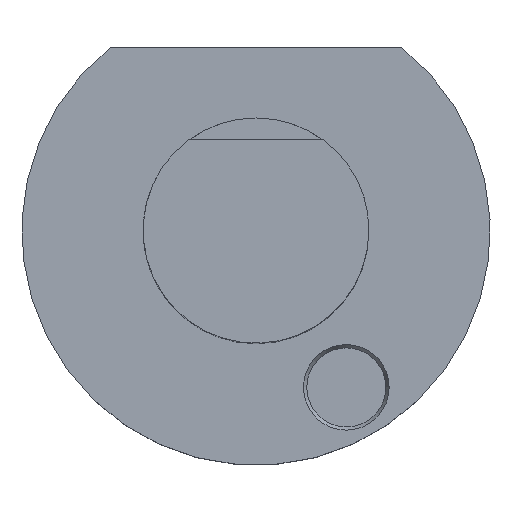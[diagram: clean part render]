
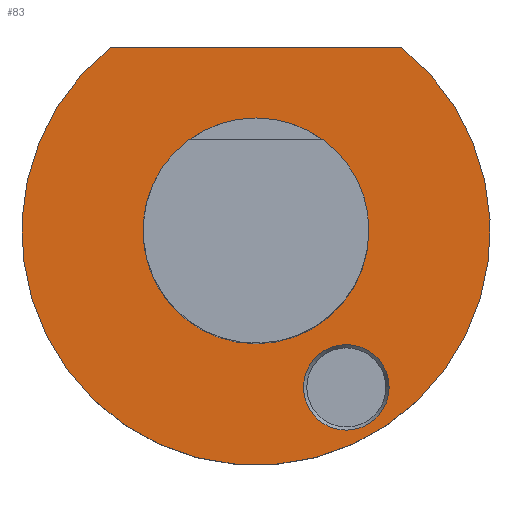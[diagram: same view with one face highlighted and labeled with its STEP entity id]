
A CAD part, top view. The second image highlights one B-rep face of the part: STEP entity #83.
In plain terms, the highlighted planar face has unit normal (0, 0, 1).
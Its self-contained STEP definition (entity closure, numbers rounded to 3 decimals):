
#47=FACE_BOUND('',#138,.T.);
#48=FACE_BOUND('',#139,.T.);
#49=FACE_BOUND('',#140,.T.);
#72=PLANE('',#470);
#83=ADVANCED_FACE('',(#47,#48,#49),#72,.T.);
#138=EDGE_LOOP('',(#218));
#139=EDGE_LOOP('',(#219));
#140=EDGE_LOOP('',(#220,#221));
#179=CIRCLE('',#465,41.5);
#180=CIRCLE('',#468,19.996);
#181=CIRCLE('',#469,7.584);
#218=ORIENTED_EDGE('',*,*,#357,.F.);
#219=ORIENTED_EDGE('',*,*,#358,.F.);
#220=ORIENTED_EDGE('',*,*,#354,.F.);
#221=ORIENTED_EDGE('',*,*,#356,.T.);
#314=VERTEX_POINT('',#683);
#317=VERTEX_POINT('',#688);
#318=VERTEX_POINT('',#695);
#319=VERTEX_POINT('',#697);
#354=EDGE_CURVE('',#317,#314,#179,.T.);
#356=EDGE_CURVE('',#317,#314,#406,.T.);
#357=EDGE_CURVE('',#318,#318,#180,.T.);
#358=EDGE_CURVE('',#319,#319,#181,.T.);
#406=LINE('',#692,#426);
#426=VECTOR('',#543,1.);
#465=AXIS2_PLACEMENT_3D('',#689,#538,#539);
#468=AXIS2_PLACEMENT_3D('',#694,#546,#547);
#469=AXIS2_PLACEMENT_3D('',#696,#548,#549);
#470=AXIS2_PLACEMENT_3D('',#698,#550,#551);
#538=DIRECTION('',(0.,0.,-1.));
#539=DIRECTION('',(1.,0.,0.));
#543=DIRECTION('',(-1.,0.,0.));
#546=DIRECTION('',(0.,0.,1.));
#547=DIRECTION('',(1.,0.,0.));
#548=DIRECTION('',(0.,0.,1.));
#549=DIRECTION('',(1.,0.,0.));
#550=DIRECTION('',(0.,0.,1.));
#551=DIRECTION('',(-1.,0.,0.));
#683=CARTESIAN_POINT('',(-25.807,32.5,0.));
#688=CARTESIAN_POINT('',(25.807,32.5,0.));
#689=CARTESIAN_POINT('',(0.,0.,0.));
#692=CARTESIAN_POINT('',(-41.,32.5,0.));
#694=CARTESIAN_POINT('',(0.,0.,0.));
#695=CARTESIAN_POINT('',(19.996,0.,0.));
#696=CARTESIAN_POINT('',(16.,-27.713,0.));
#697=CARTESIAN_POINT('',(23.584,-27.713,0.));
#698=CARTESIAN_POINT('',(-41.,0.,0.));
